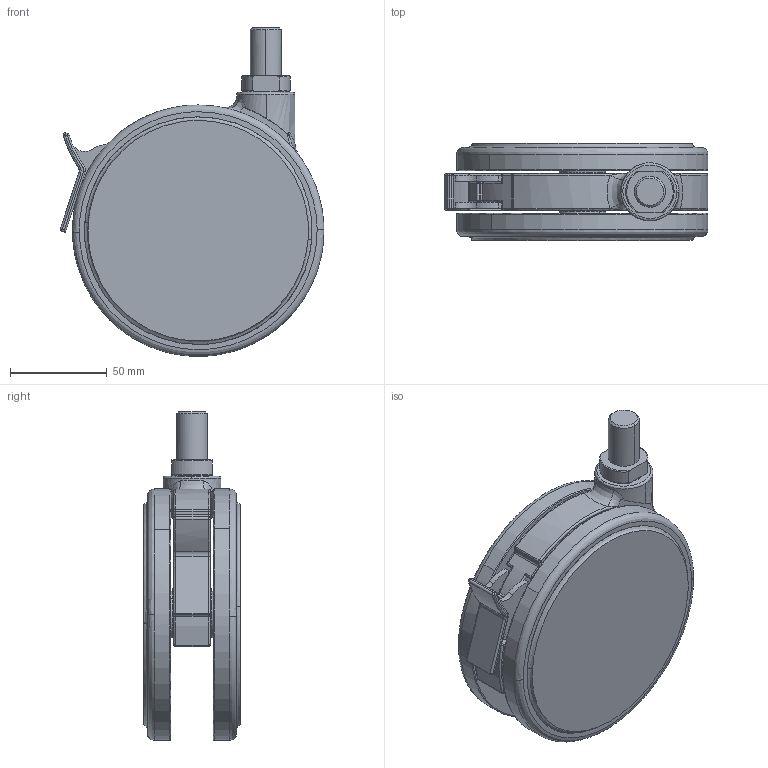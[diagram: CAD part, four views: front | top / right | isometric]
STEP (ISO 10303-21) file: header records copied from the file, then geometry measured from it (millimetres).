
FILE_DESCRIPTION((''),'2;1');
FILE_NAME('','2008-04-30T14:19:31',(''),(''),'','CADfix','');
FILE_SCHEMA(('AUTOMOTIVE_DESIGN { 1 0 10303 214 1 1 1 1 }'));
Length unit declared in the file: millimetre
Bounding box: 136.42 x 50 x 170 mm (x, y, z)
Volume: 466052.4 mm3; surface area: 103443.3 mm2
Topology: 5 solids, 5 shells, 276 faces, 765 edges, 508 vertices
Faces by surface type: bspline 276
Entity records: 11470 total; most frequent: CARTESIAN_POINT 7226, ORIENTED_EDGE 1522, EDGE_CURVE 761, VERTEX_POINT 508, QUASI_UNIFORM_CURVE 307, EDGE_LOOP 291, FACE_OUTER_BOUND 276, ADVANCED_FACE 276
